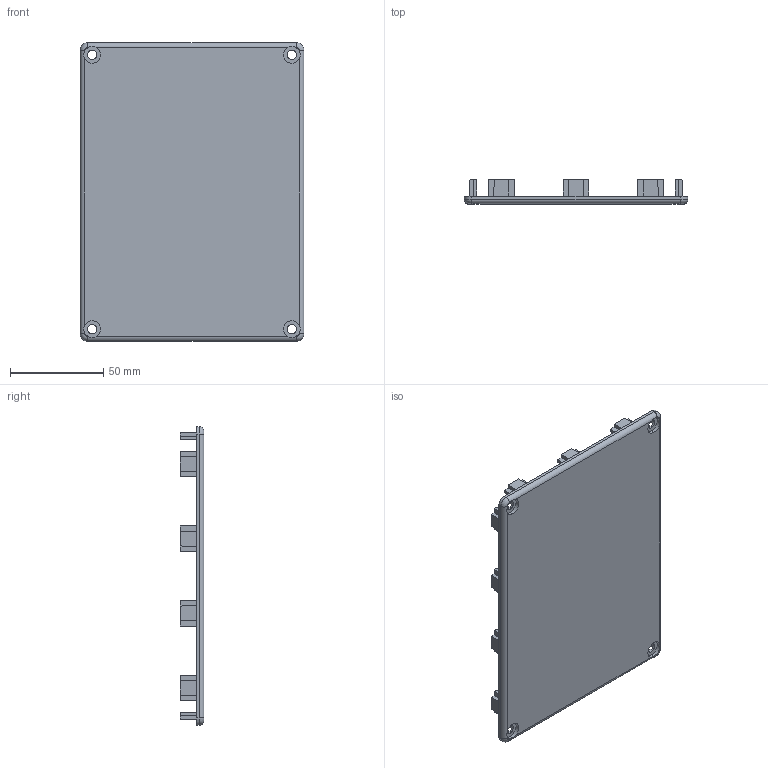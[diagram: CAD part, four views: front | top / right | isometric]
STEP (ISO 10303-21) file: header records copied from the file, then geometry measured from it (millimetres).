
FILE_DESCRIPTION (( 'STEP AP214' ), '1' );
FILE_NAME ('091247.STEP', '2014-08-22T06:12:09', ( '' ), ( '' ), 'SwSTEP 2.0', 'SolidWorks 2014', '' );
FILE_SCHEMA (( 'AUTOMOTIVE_DESIGN' ));
Length unit declared in the file: millimetre
Products named in the file (1): 091247
Bounding box: 120 x 12.8 x 160 mm (x, y, z)
Volume: 62789.6 mm3; surface area: 45494.6 mm2
Topology: 1 solids, 1 shells, 255 faces, 718 edges, 476 vertices
Faces by surface type: plane 197, cylinder 54, torus 4
Entity records: 8342 total; most frequent: CARTESIAN_POINT 1570, ORIENTED_EDGE 1436, DIRECTION 1366, EDGE_CURVE 718, VECTOR 558, LINE 558, VERTEX_POINT 476, AXIS2_PLACEMENT_3D 404
